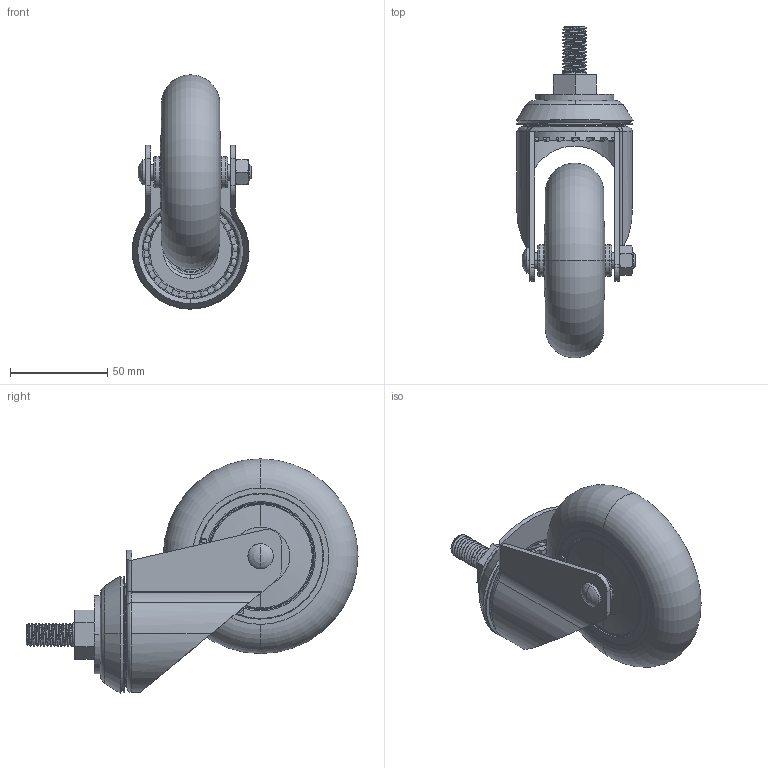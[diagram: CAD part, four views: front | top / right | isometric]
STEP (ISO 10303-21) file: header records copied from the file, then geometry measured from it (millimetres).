
FILE_DESCRIPTION (( 'STEP AP203' ), '1' );
FILE_NAME ('ACLU-100SS.STEP', '2015-09-18T05:48:33', ( 'WON SINCHUL' ), ( 'Hewlett-Packard Company' ), 'SwSTEP 2.0', 'SolidWorks 2015', '' );
FILE_SCHEMA (( 'CONFIG_CONTROL_DESIGN' ));
Length unit declared in the file: millimetre
Products named in the file (1): ACLU-100SS
Bounding box: 61.4 x 170.43 x 120.3 mm (x, y, z)
Volume: 251454.9 mm3; surface area: 112445.7 mm2
Topology: 13 solids, 13 shells, 1037 faces, 2828 edges, 1855 vertices
Faces by surface type: plane 512, cylinder 251, bspline 181, cone 49, torus 44
Entity records: 49677 total; most frequent: CARTESIAN_POINT 25208, ORIENTED_EDGE 5642, DIRECTION 4355, EDGE_CURVE 2821, VERTEX_POINT 1855, AXIS2_PLACEMENT_3D 1545, LINE 1265, VECTOR 1265
